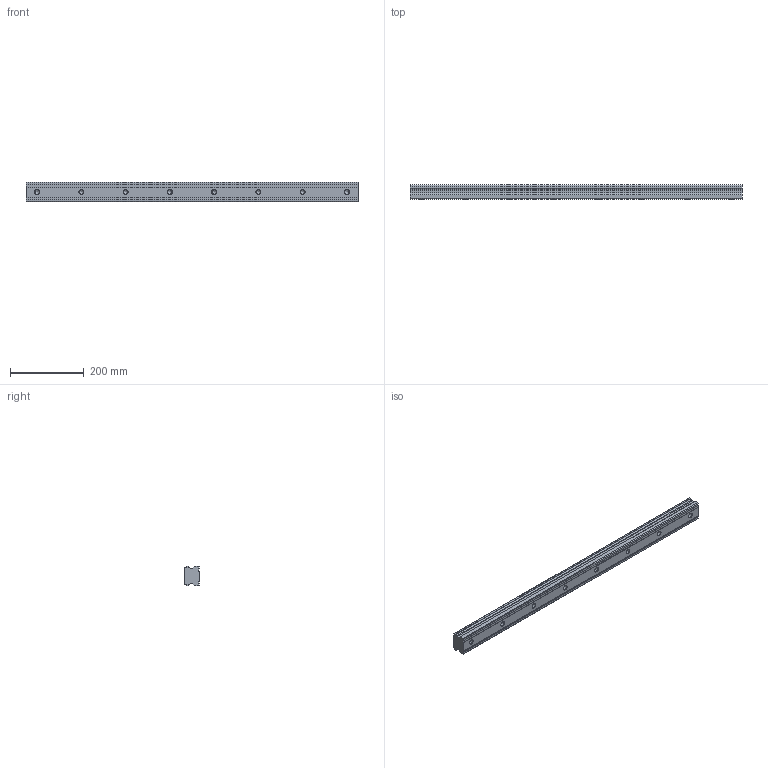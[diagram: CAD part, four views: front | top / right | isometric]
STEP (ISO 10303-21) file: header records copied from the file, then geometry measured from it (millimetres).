
FILE_DESCRIPTION(/* description */ (''),/* implementation_level */ '2;1');
FILE_NAME(/* name */ 'LGBR55C.stp',/* time_stamp */ '2018-07-20T19:10:31+02:00',/* author */ ('nesvadba'),/* organization */ (''),/* preprocessor_version */ 'ST-DEVELOPER v16.1',/* originating_system */ 'Autodesk Inventor 2016',/* authorisation */ '');
FILE_SCHEMA (('AUTOMOTIVE_DESIGN { 1 0 10303 214 3 1 1 }'));
Length unit declared in the file: millimetre
Products named in the file (1): BGR55C01000
Bounding box: 900 x 38 x 53 mm (x, y, z)
Volume: 1646496.9 mm3; surface area: 178809.4 mm2
Topology: 1 solids, 1 shells, 82 faces, 200 edges, 128 vertices
Faces by surface type: plane 34, cylinder 24, cone 24
Full cylindrical faces by diameter (mm): 11.835 x16
Entity records: 2080 total; most frequent: DIRECTION 374, CARTESIAN_POINT 339, ORIENTED_EDGE 288, AXIS2_PLACEMENT_3D 147, EDGE_CURVE 144, EDGE_LOOP 130, VERTEX_POINT 112, FACE_OUTER_BOUND 82
